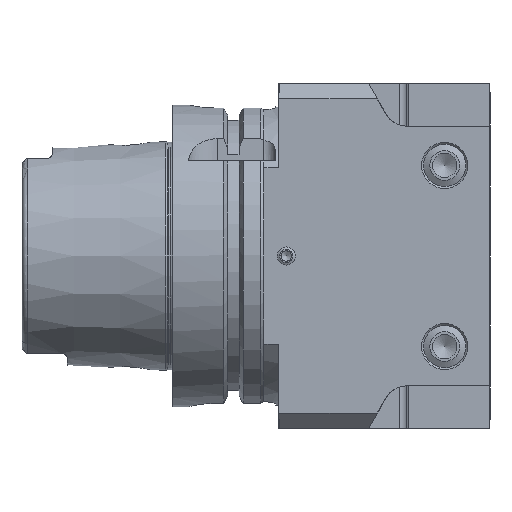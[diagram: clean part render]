
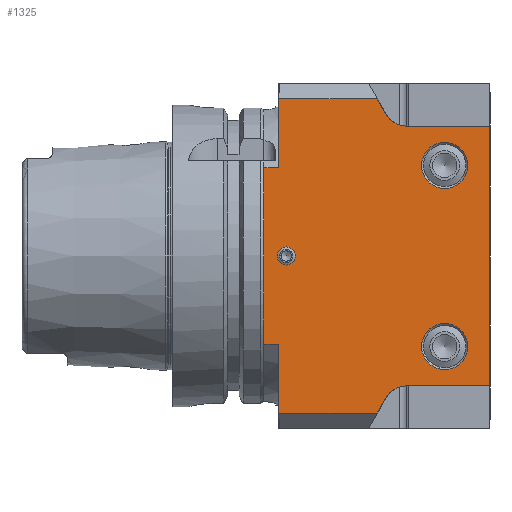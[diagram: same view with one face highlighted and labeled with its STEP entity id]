
A CAD part, front view. The second image highlights one B-rep face of the part: STEP entity #1325.
In plain terms, the highlighted planar face has unit normal (0, -1, 0).
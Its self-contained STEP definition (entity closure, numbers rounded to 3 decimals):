
#543=CARTESIAN_POINT('',(77.5,-40.,43.));
#544=VERTEX_POINT('',#543);
#551=CARTESIAN_POINT('',(105.0,-40.,43.));
#552=VERTEX_POINT('',#551);
#553=CARTESIAN_POINT('',(77.5,-40.,43.));
#554=DIRECTION('',(1.0,0.0,0.0));
#555=VECTOR('',#554,27.5);
#556=LINE('',#553,#555);
#557=EDGE_CURVE('',#544,#552,#556,.T.);
#590=CARTESIAN_POINT('',(70.572,-40.,47.));
#591=VERTEX_POINT('',#590);
#598=CARTESIAN_POINT('',(77.5,-40.,51.));
#599=DIRECTION('',(0.0,-1.0,0.0));
#600=DIRECTION('',(0.0,0.0,-1.0));
#601=AXIS2_PLACEMENT_3D('',#598,#599,#600);
#602=CIRCLE('',#601,8.0);
#603=EDGE_CURVE('',#591,#544,#602,.T.);
#929=CARTESIAN_POINT('',(70.572,-40.,-47.));
#930=VERTEX_POINT('',#929);
#937=CARTESIAN_POINT('',(67.685,-40.,-52.));
#938=VERTEX_POINT('',#937);
#939=CARTESIAN_POINT('',(70.572,-40.,-47.));
#940=DIRECTION('',(-0.5,0.,-0.866));
#941=VECTOR('',#940,5.774);
#942=LINE('',#939,#941);
#943=EDGE_CURVE('',#930,#938,#942,.T.);
#984=CARTESIAN_POINT('',(77.5,-40.,-43.0));
#985=VERTEX_POINT('',#984);
#992=CARTESIAN_POINT('',(77.5,-40.,-51.0));
#993=DIRECTION('',(0.0,-1.0,0.0));
#994=DIRECTION('',(-0.866,0.0,0.5));
#995=AXIS2_PLACEMENT_3D('',#992,#993,#994);
#996=CIRCLE('',#995,8.0);
#997=EDGE_CURVE('',#985,#930,#996,.T.);
#1141=CARTESIAN_POINT('',(90.0,-40.,-22.35));
#1142=VERTEX_POINT('',#1141);
#1143=CARTESIAN_POINT('',(90.0,-40.,-30.));
#1144=DIRECTION('',(0.0,1.0,0.));
#1145=DIRECTION('',(0.0,0.,1.0));
#1146=AXIS2_PLACEMENT_3D('',#1143,#1144,#1145);
#1147=CIRCLE('',#1146,7.65);
#1148=EDGE_CURVE('',#1142,#1142,#1147,.T.);
#1165=CARTESIAN_POINT('',(105.0,-40.,-52.));
#1166=DIRECTION('',(0.0,1.0,0.0));
#1167=DIRECTION('',(0.0,0.0,1.0));
#1168=AXIS2_PLACEMENT_3D('',#1165,#1166,#1167);
#1169=PLANE('',#1168);
#1170=CARTESIAN_POINT('',(30.0,-40.,29.216));
#1171=VERTEX_POINT('',#1170);
#1172=CARTESIAN_POINT('',(30.072,-40.,29.159));
#1173=VERTEX_POINT('',#1172);
#1174=CARTESIAN_POINT('',(30.0,-40.,29.216));
#1175=CARTESIAN_POINT('',(30.036,-40.,29.188));
#1176=CARTESIAN_POINT('',(30.072,-40.,29.159));
#1184=(BOUNDED_CURVE()B_SPLINE_CURVE(2,(#1174,#1175,#1176),.UNSPECIFIED.,.F.,.U.)B_SPLINE_CURVE_WITH_KNOTS((3,3),(0.0,0.009),.UNSPECIFIED.)CURVE()GEOMETRIC_REPRESENTATION_ITEM()RATIONAL_B_SPLINE_CURVE((1.0,1.,1.))REPRESENTATION_ITEM(''));
#1185=EDGE_CURVE('',#1171,#1173,#1184,.T.);
#1186=ORIENTED_EDGE('',*,*,#1185,.F.);
#1187=CARTESIAN_POINT('',(30.0,-40.,-29.216));
#1188=VERTEX_POINT('',#1187);
#1189=CARTESIAN_POINT('',(30.0,-40.,-29.216));
#1190=DIRECTION('',(0.0,0.0,1.0));
#1191=VECTOR('',#1190,58.432);
#1192=LINE('',#1189,#1191);
#1193=EDGE_CURVE('',#1188,#1171,#1192,.T.);
#1194=ORIENTED_EDGE('',*,*,#1193,.F.);
#1195=CARTESIAN_POINT('',(30.072,-40.,-29.159));
#1196=VERTEX_POINT('',#1195);
#1197=CARTESIAN_POINT('',(30.072,-40.,-29.159));
#1198=CARTESIAN_POINT('',(30.036,-40.,-29.188));
#1199=CARTESIAN_POINT('',(30.0,-40.,-29.216));
#1207=(BOUNDED_CURVE()B_SPLINE_CURVE(2,(#1197,#1198,#1199),.UNSPECIFIED.,.F.,.U.)B_SPLINE_CURVE_WITH_KNOTS((3,3),(0.,0.009),.UNSPECIFIED.)CURVE()GEOMETRIC_REPRESENTATION_ITEM()RATIONAL_B_SPLINE_CURVE((1.,1.,1.0))REPRESENTATION_ITEM(''));
#1208=EDGE_CURVE('',#1196,#1188,#1207,.T.);
#1209=ORIENTED_EDGE('',*,*,#1208,.F.);
#1210=CARTESIAN_POINT('',(35.,-40.,-29.159));
#1211=VERTEX_POINT('',#1210);
#1212=CARTESIAN_POINT('',(35.,-40.,-29.159));
#1213=DIRECTION('',(-1.0,0.0,0.0));
#1214=VECTOR('',#1213,4.928);
#1215=LINE('',#1212,#1214);
#1216=EDGE_CURVE('',#1211,#1196,#1215,.T.);
#1217=ORIENTED_EDGE('',*,*,#1216,.F.);
#1218=CARTESIAN_POINT('',(35.,-40.,-51.868));
#1219=VERTEX_POINT('',#1218);
#1220=CARTESIAN_POINT('',(35.,-40.,-51.868));
#1221=DIRECTION('',(0.0,0.0,1.0));
#1222=VECTOR('',#1221,22.709);
#1223=LINE('',#1220,#1222);
#1224=EDGE_CURVE('',#1219,#1211,#1223,.T.);
#1225=ORIENTED_EDGE('',*,*,#1224,.F.);
#1226=CARTESIAN_POINT('',(35.002,-40.,-52.));
#1227=VERTEX_POINT('',#1226);
#1228=CARTESIAN_POINT('',(35.002,-40.,-52.));
#1229=CARTESIAN_POINT('',(35.001,-40.,-51.955));
#1230=CARTESIAN_POINT('',(35.,-40.,-51.911));
#1231=CARTESIAN_POINT('',(35.,-40.,-51.868));
#1232=B_SPLINE_CURVE_WITH_KNOTS('',3,(#1228,#1229,#1230,#1231),.UNSPECIFIED.,.F.,.U.,(4,4),(0.488,0.501),.UNSPECIFIED.);
#1233=EDGE_CURVE('',#1227,#1219,#1232,.T.);
#1234=ORIENTED_EDGE('',*,*,#1233,.F.);
#1235=CARTESIAN_POINT('',(67.685,-40.,-52.));
#1236=DIRECTION('',(-1.0,0.0,0.0));
#1237=VECTOR('',#1236,32.683);
#1238=LINE('',#1235,#1237);
#1239=EDGE_CURVE('',#938,#1227,#1238,.T.);
#1240=ORIENTED_EDGE('',*,*,#1239,.F.);
#1241=ORIENTED_EDGE('',*,*,#943,.F.);
#1242=ORIENTED_EDGE('',*,*,#997,.F.);
#1243=CARTESIAN_POINT('',(105.0,-40.,-43.));
#1244=VERTEX_POINT('',#1243);
#1245=CARTESIAN_POINT('',(105.0,-40.,-43.0));
#1246=DIRECTION('',(-1.0,0.0,0.0));
#1247=VECTOR('',#1246,27.5);
#1248=LINE('',#1245,#1247);
#1249=EDGE_CURVE('',#1244,#985,#1248,.T.);
#1250=ORIENTED_EDGE('',*,*,#1249,.F.);
#1251=CARTESIAN_POINT('',(105.,-40.,43.));
#1252=DIRECTION('',(0.0,0.0,-1.0));
#1253=VECTOR('',#1252,86.);
#1254=LINE('',#1251,#1253);
#1255=EDGE_CURVE('',#552,#1244,#1254,.T.);
#1256=ORIENTED_EDGE('',*,*,#1255,.F.);
#1257=ORIENTED_EDGE('',*,*,#557,.F.);
#1258=ORIENTED_EDGE('',*,*,#603,.F.);
#1259=CARTESIAN_POINT('',(67.685,-40.,52.));
#1260=VERTEX_POINT('',#1259);
#1261=CARTESIAN_POINT('',(67.685,-40.,52.));
#1262=DIRECTION('',(0.5,0.,-0.866));
#1263=VECTOR('',#1262,5.774);
#1264=LINE('',#1261,#1263);
#1265=EDGE_CURVE('',#1260,#591,#1264,.T.);
#1266=ORIENTED_EDGE('',*,*,#1265,.F.);
#1267=CARTESIAN_POINT('',(35.002,-40.,52.));
#1268=VERTEX_POINT('',#1267);
#1269=CARTESIAN_POINT('',(67.685,-40.,52.));
#1270=DIRECTION('',(-1.0,0.0,0.0));
#1271=VECTOR('',#1270,32.683);
#1272=LINE('',#1269,#1271);
#1273=EDGE_CURVE('',#1260,#1268,#1272,.T.);
#1274=ORIENTED_EDGE('',*,*,#1273,.T.);
#1275=CARTESIAN_POINT('',(35.,-40.,51.868));
#1276=VERTEX_POINT('',#1275);
#1277=CARTESIAN_POINT('',(35.,-40.,51.868));
#1278=CARTESIAN_POINT('',(35.,-40.,51.911));
#1279=CARTESIAN_POINT('',(35.001,-40.,51.955));
#1280=CARTESIAN_POINT('',(35.002,-40.,52.));
#1281=B_SPLINE_CURVE_WITH_KNOTS('',3,(#1277,#1278,#1279,#1280),.UNSPECIFIED.,.F.,.U.,(4,4),(1.517,1.53),.UNSPECIFIED.);
#1282=EDGE_CURVE('',#1276,#1268,#1281,.T.);
#1283=ORIENTED_EDGE('',*,*,#1282,.F.);
#1284=CARTESIAN_POINT('',(35.,-40.,29.159));
#1285=VERTEX_POINT('',#1284);
#1286=CARTESIAN_POINT('',(35.,-40.,29.159));
#1287=DIRECTION('',(0.0,0.0,1.0));
#1288=VECTOR('',#1287,22.709);
#1289=LINE('',#1286,#1288);
#1290=EDGE_CURVE('',#1285,#1276,#1289,.T.);
#1291=ORIENTED_EDGE('',*,*,#1290,.F.);
#1292=CARTESIAN_POINT('',(30.072,-40.,29.159));
#1293=DIRECTION('',(1.0,0.0,0.0));
#1294=VECTOR('',#1293,4.928);
#1295=LINE('',#1292,#1294);
#1296=EDGE_CURVE('',#1173,#1285,#1295,.T.);
#1297=ORIENTED_EDGE('',*,*,#1296,.F.);
#1298=EDGE_LOOP('',(#1186,#1194,#1209,#1217,#1225,#1234,#1240,#1241,#1242,#1250,#1256,#1257,#1258,#1266,#1274,#1283,#1291,#1297));
#1299=FACE_OUTER_BOUND('',#1298,.T.);
#1300=CARTESIAN_POINT('',(37.5,-40.,-3.));
#1301=VERTEX_POINT('',#1300);
#1302=CARTESIAN_POINT('',(37.5,-40.,0.));
#1303=DIRECTION('',(0.0,1.0,0.));
#1304=DIRECTION('',(0.0,0.,1.0));
#1305=AXIS2_PLACEMENT_3D('',#1302,#1303,#1304);
#1306=CIRCLE('',#1305,3.);
#1307=EDGE_CURVE('',#1301,#1301,#1306,.T.);
#1308=ORIENTED_EDGE('',*,*,#1307,.T.);
#1309=EDGE_LOOP('',(#1308));
#1310=FACE_BOUND('',#1309,.T.);
#1311=CARTESIAN_POINT('',(90.0,-40.,22.35));
#1312=VERTEX_POINT('',#1311);
#1313=CARTESIAN_POINT('',(90.0,-40.,30.));
#1314=DIRECTION('',(0.0,1.0,0.));
#1315=DIRECTION('',(0.0,0.,-1.0));
#1316=AXIS2_PLACEMENT_3D('',#1313,#1314,#1315);
#1317=CIRCLE('',#1316,7.65);
#1318=EDGE_CURVE('',#1312,#1312,#1317,.T.);
#1319=ORIENTED_EDGE('',*,*,#1318,.T.);
#1320=EDGE_LOOP('',(#1319));
#1321=FACE_BOUND('',#1320,.T.);
#1322=ORIENTED_EDGE('',*,*,#1148,.T.);
#1323=EDGE_LOOP('',(#1322));
#1324=FACE_BOUND('',#1323,.T.);
#1325=ADVANCED_FACE('',(#1299,#1310,#1321,#1324),#1169,.F.);
